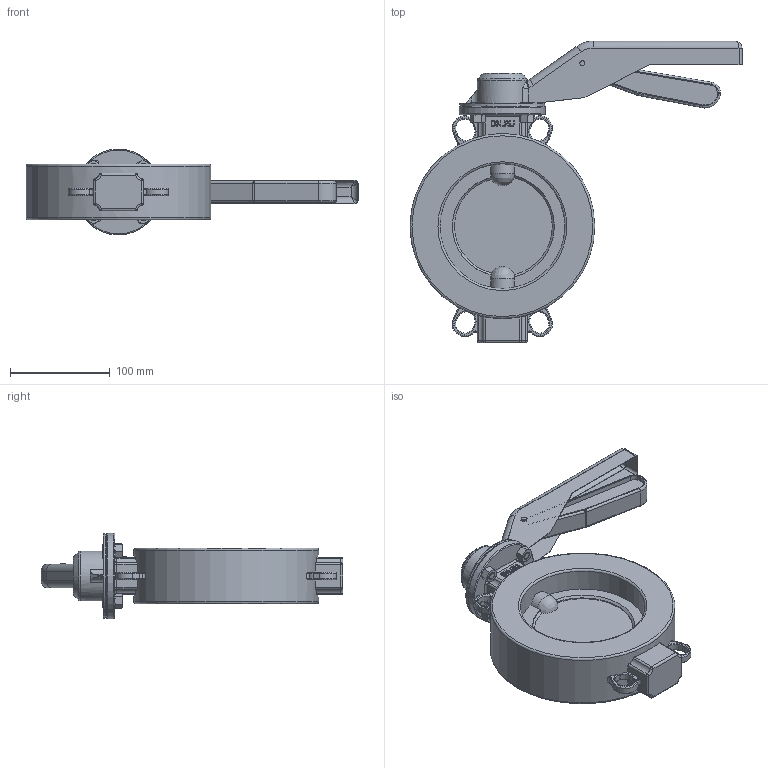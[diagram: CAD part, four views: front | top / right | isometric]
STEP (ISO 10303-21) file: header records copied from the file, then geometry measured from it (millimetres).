
FILE_DESCRIPTION(/* description */ (''),/* implementation_level */ '2;1');
FILE_NAME(/* name */ 'DN125_3D_STEP.stp',/* time_stamp */ '2024-12-02T03:49:59+03:00',/* author */ ('igorr'),/* organization */ (''),/* preprocessor_version */ 'ST-DEVELOPER v20',/* originating_system */ 'Autodesk Inventor 2025',/* authorisation */ '');
FILE_SCHEMA (('AUTOMOTIVE_DESIGN { 1 0 10303 214 3 1 1 }'));
Length unit declared in the file: millimetre
Products named in the file (5): Сборка; Деталь; Рукоятка; AS 1427 - M8 x 20; ANSI B18.2.4.2M - M8x1,25
Assembly tree (10 placements, depth 2):
  Сборка
    Деталь
    Рукоятка
    AS 1427 - M8 x 20  x4
    ANSI B18.2.4.2M - M8x1,25  x4
Bounding box: 332.39 x 302.04 x 86 mm (x, y, z)
Volume: 1090112.9 mm3; surface area: 218978.9 mm2
Topology: 10 solids, 10 shells, 651 faces, 1633 edges, 1013 vertices
Faces by surface type: plane 210, cylinder 176, torus 112, cone 110, bspline 35, sphere 8
Full cylindrical faces by diameter (mm): 5 x2, 6.647 x4, 7 x4, 7.233 x4, 8 x4, 9 x4, 10 x4, 14 x4, 27 x1, 49 x1, 50 x1, 84 x1, 85 x1, 86 x1, 125 x2, 185 x1
Entity records: 16864 total; most frequent: CARTESIAN_POINT 4353, DIRECTION 2520, ORIENTED_EDGE 2494, EDGE_CURVE 1247, AXIS2_PLACEMENT_3D 999, VERTEX_POINT 776, EDGE_LOOP 545, LINE 522
